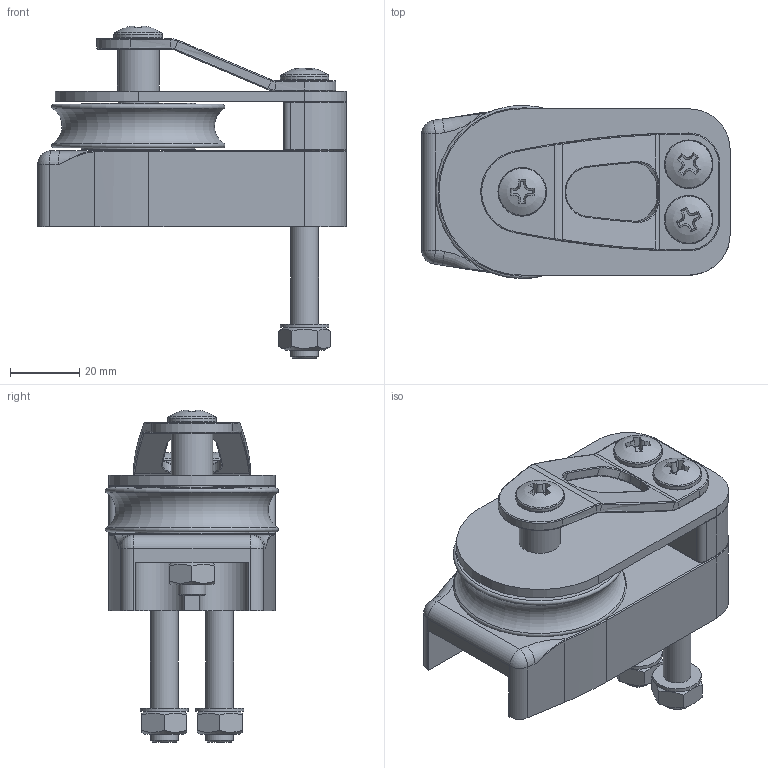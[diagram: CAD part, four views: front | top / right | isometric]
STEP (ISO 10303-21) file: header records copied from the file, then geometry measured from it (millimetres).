
FILE_DESCRIPTION(/* description */ (''),/* implementation_level */ '2;1');
FILE_NAME(/* name */ '690.251.stp',/* time_stamp */ '2016-12-05T12:03:07+01:00',/* author */ ('nicola'),/* organization */ (''),/* preprocessor_version */ 'ST-DEVELOPER v16.5',/* originating_system */ 'Autodesk Inventor 2017',/* authorisation */ '');
FILE_SCHEMA (('AUTOMOTIVE_DESIGN { 1 0 10303 214 3 1 1 }'));
Length unit declared in the file: millimetre
Products named in the file (1): 690.251
Bounding box: 89 x 49.97 x 95.78 mm (x, y, z)
Volume: 120778.3 mm3; surface area: 36276.1 mm2
Topology: 1 solids, 1 shells, 284 faces, 689 edges, 423 vertices
Faces by surface type: plane 100, cylinder 71, torus 53, bspline 34, cone 21, sphere 5
Full cylindrical faces by diameter (mm): 8 x6, 12 x3, 14 x5, 33 x2
Entity records: 14283 total; most frequent: CARTESIAN_POINT 7899, DIRECTION 1338, ORIENTED_EDGE 1288, EDGE_CURVE 644, AXIS2_PLACEMENT_3D 541, VERTEX_POINT 417, EDGE_LOOP 345, FACE_OUTER_BOUND 284
